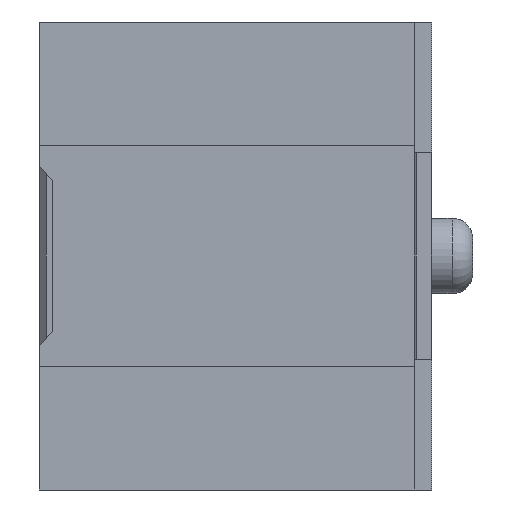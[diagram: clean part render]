
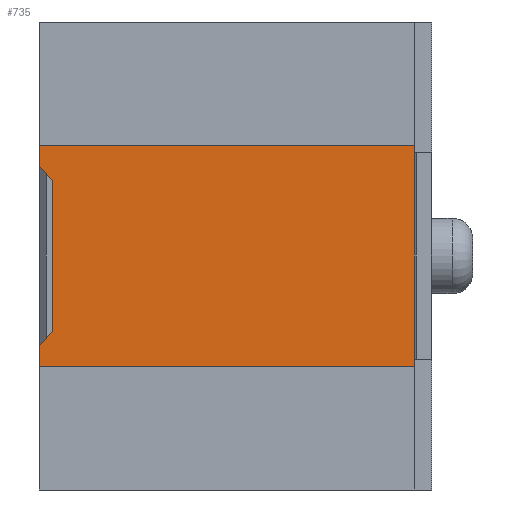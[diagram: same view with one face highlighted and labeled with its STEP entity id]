
A CAD part, left-side view. The second image highlights one B-rep face of the part: STEP entity #735.
In plain terms, the highlighted planar face has unit normal (-1, 0, 0).
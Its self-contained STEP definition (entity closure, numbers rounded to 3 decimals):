
#58 = DIRECTION ( 'NONE',  ( 0., -0.707, -0.707 ) ) ;
#162 = DIRECTION ( 'NONE',  ( 0., 0., 1. ) ) ;
#229 = CARTESIAN_POINT ( 'NONE',  ( -12.81, 5.7, -2.5 ) ) ;
#312 = DIRECTION ( 'NONE',  ( 0., 0., 1. ) ) ;
#334 = CARTESIAN_POINT ( 'NONE',  ( -12.81, 6.3, -1.9 ) ) ;
#370 = DIRECTION ( 'NONE',  ( 0., 0.707, -0.707 ) ) ;
#472 = DIRECTION ( 'NONE',  ( 0., -1., 0. ) ) ;
#735 = ADVANCED_FACE ( 'NONE', ( #5646 ), #2650, .F. ) ;
#805 = LINE ( 'NONE', #5050, #1198 ) ;
#844 = CARTESIAN_POINT ( 'NONE',  ( -12.81, 0.25, -2.5 ) ) ;
#888 = VECTOR ( 'NONE', #370, 1000. ) ;
#955 = LINE ( 'NONE', #3302, #6396 ) ;
#962 = VERTEX_POINT ( 'NONE', #3434 ) ;
#967 = ORIENTED_EDGE ( 'NONE', *, *, #7113, .T. ) ;
#1181 = CARTESIAN_POINT ( 'NONE',  ( -12.81, 0.25, -2.5 ) ) ;
#1198 = VECTOR ( 'NONE', #1355, 1000. ) ;
#1228 = VERTEX_POINT ( 'NONE', #2055 ) ;
#1264 = CARTESIAN_POINT ( 'NONE',  ( -12.81, 0.25, 2.5 ) ) ;
#1278 = EDGE_CURVE ( 'NONE', #4655, #7197, #5087, .T. ) ;
#1355 = DIRECTION ( 'NONE',  ( 0., -1., 0. ) ) ;
#1432 = VECTOR ( 'NONE', #472, 1000. ) ;
#1510 = ORIENTED_EDGE ( 'NONE', *, *, #6449, .T. ) ;
#1528 = CARTESIAN_POINT ( 'NONE',  ( -12.81, 5.7, -2.5 ) ) ;
#1546 = VERTEX_POINT ( 'NONE', #1264 ) ;
#1628 = DIRECTION ( 'NONE',  ( 0., 0., -1. ) ) ;
#1639 = CARTESIAN_POINT ( 'NONE',  ( -12.81, 5.5, -2.5 ) ) ;
#1943 = VECTOR ( 'NONE', #162, 1000. ) ;
#1977 = LINE ( 'NONE', #229, #6460 ) ;
#2055 = CARTESIAN_POINT ( 'NONE',  ( -12.81, 5.5, -1.1 ) ) ;
#2283 = ORIENTED_EDGE ( 'NONE', *, *, #2455, .F. ) ;
#2352 = CARTESIAN_POINT ( 'NONE',  ( -12.81, 0.25, 1.5 ) ) ;
#2455 = EDGE_CURVE ( 'NONE', #3115, #7197, #2902, .T. ) ;
#2650 = PLANE ( 'NONE',  #6003 ) ;
#2664 = ORIENTED_EDGE ( 'NONE', *, *, #1278, .T. ) ;
#2902 = LINE ( 'NONE', #5302, #2954 ) ;
#2954 = VECTOR ( 'NONE', #5774, 1000. ) ;
#3115 = VERTEX_POINT ( 'NONE', #2352 ) ;
#3262 = ORIENTED_EDGE ( 'NONE', *, *, #6757, .T. ) ;
#3287 = EDGE_CURVE ( 'NONE', #4897, #6811, #4831, .T. ) ;
#3302 = CARTESIAN_POINT ( 'NONE',  ( -12.81, 5.7, -2.5 ) ) ;
#3386 = CARTESIAN_POINT ( 'NONE',  ( -12.81, 0.25, -2.5 ) ) ;
#3434 = CARTESIAN_POINT ( 'NONE',  ( -12.81, 5.7, 2.5 ) ) ;
#3544 = LINE ( 'NONE', #5996, #1432 ) ;
#3584 = DIRECTION ( 'NONE',  ( 0., 0., 1. ) ) ;
#3753 = DIRECTION ( 'NONE',  ( 0., 0., 1. ) ) ;
#3869 = VECTOR ( 'NONE', #3584, 1000. ) ;
#3871 = EDGE_LOOP ( 'NONE', ( #7807, #4505, #3262, #967, #7265, #7647, #2664, #2283, #1510, #4071 ) ) ;
#3951 = EDGE_CURVE ( 'NONE', #6353, #4655, #805, .T. ) ;
#3972 = VECTOR ( 'NONE', #58, 1000. ) ;
#4071 = ORIENTED_EDGE ( 'NONE', *, *, #4815, .F. ) ;
#4174 = LINE ( 'NONE', #1181, #3869 ) ;
#4319 = CARTESIAN_POINT ( 'NONE',  ( -12.81, 5.7, 1.3 ) ) ;
#4460 = CARTESIAN_POINT ( 'NONE',  ( -12.81, 5.7, -2.5 ) ) ;
#4505 = ORIENTED_EDGE ( 'NONE', *, *, #3287, .T. ) ;
#4549 = VECTOR ( 'NONE', #5692, 1000. ) ;
#4655 = VERTEX_POINT ( 'NONE', #3386 ) ;
#4664 = CARTESIAN_POINT ( 'NONE',  ( -12.81, 5.5, 1.1 ) ) ;
#4815 = EDGE_CURVE ( 'NONE', #962, #1546, #3544, .T. ) ;
#4831 = LINE ( 'NONE', #5455, #3972 ) ;
#4897 = VERTEX_POINT ( 'NONE', #4319 ) ;
#5050 = CARTESIAN_POINT ( 'NONE',  ( -12.81, 5.7, -2.5 ) ) ;
#5064 = VERTEX_POINT ( 'NONE', #6771 ) ;
#5087 = LINE ( 'NONE', #844, #1943 ) ;
#5184 = LINE ( 'NONE', #1639, #4549 ) ;
#5302 = CARTESIAN_POINT ( 'NONE',  ( -12.81, 0.25, 1.5 ) ) ;
#5455 = CARTESIAN_POINT ( 'NONE',  ( -12.81, 3.8, -0.6 ) ) ;
#5646 = FACE_OUTER_BOUND ( 'NONE', #3871, .T. ) ;
#5692 = DIRECTION ( 'NONE',  ( 0., 0., -1. ) ) ;
#5774 = DIRECTION ( 'NONE',  ( 0., 0., -1. ) ) ;
#5996 = CARTESIAN_POINT ( 'NONE',  ( -12.81, 5.7, 2.5 ) ) ;
#6003 = AXIS2_PLACEMENT_3D ( 'NONE', #4460, #6878, #1628 ) ;
#6180 = EDGE_CURVE ( 'NONE', #4897, #962, #1977, .T. ) ;
#6286 = CARTESIAN_POINT ( 'NONE',  ( -12.81, 0.25, -1.5 ) ) ;
#6353 = VERTEX_POINT ( 'NONE', #1528 ) ;
#6386 = EDGE_CURVE ( 'NONE', #6353, #5064, #955, .T. ) ;
#6396 = VECTOR ( 'NONE', #312, 1000. ) ;
#6438 = LINE ( 'NONE', #334, #888 ) ;
#6449 = EDGE_CURVE ( 'NONE', #3115, #1546, #4174, .T. ) ;
#6460 = VECTOR ( 'NONE', #3753, 1000. ) ;
#6757 = EDGE_CURVE ( 'NONE', #6811, #1228, #5184, .T. ) ;
#6771 = CARTESIAN_POINT ( 'NONE',  ( -12.81, 5.7, -1.3 ) ) ;
#6811 = VERTEX_POINT ( 'NONE', #4664 ) ;
#6878 = DIRECTION ( 'NONE',  ( 1., 0., 0. ) ) ;
#7113 = EDGE_CURVE ( 'NONE', #1228, #5064, #6438, .T. ) ;
#7197 = VERTEX_POINT ( 'NONE', #6286 ) ;
#7265 = ORIENTED_EDGE ( 'NONE', *, *, #6386, .F. ) ;
#7647 = ORIENTED_EDGE ( 'NONE', *, *, #3951, .T. ) ;
#7807 = ORIENTED_EDGE ( 'NONE', *, *, #6180, .F. ) ;
